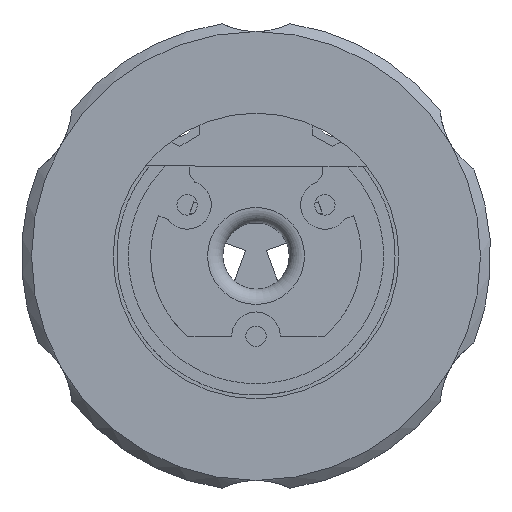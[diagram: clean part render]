
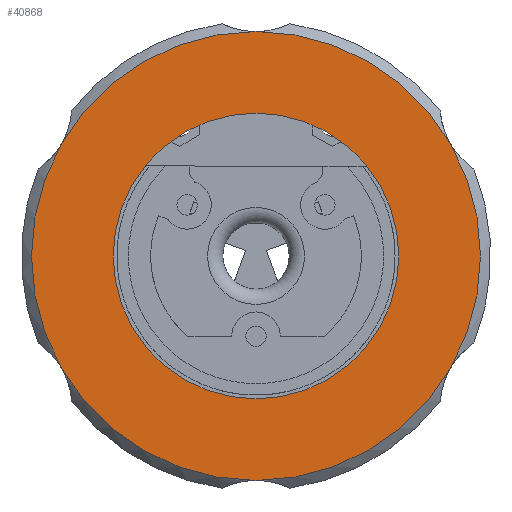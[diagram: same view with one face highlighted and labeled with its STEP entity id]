
A CAD part, front view. The second image highlights one B-rep face of the part: STEP entity #40868.
In plain terms, the highlighted planar face has unit normal (0, -1, 0).
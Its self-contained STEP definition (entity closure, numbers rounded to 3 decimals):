
#269=FACE_BOUND('',#5295,.T.);
#2758=FACE_OUTER_BOUND('',#5294,.T.);
#5294=EDGE_LOOP('',(#35954,#35955,#35956,#35957,#35958,#35959));
#5295=EDGE_LOOP('',(#35960));
#5464=CIRCLE('',#43542,44.007);
#5468=CIRCLE('',#43550,44.007);
#5472=CIRCLE('',#43558,44.007);
#5476=CIRCLE('',#43566,44.007);
#5480=CIRCLE('',#43574,44.007);
#5483=CIRCLE('',#43581,44.007);
#5484=CIRCLE('',#43583,28.);
#19200=VERTEX_POINT('',#66919);
#19207=VERTEX_POINT('',#66962);
#19213=VERTEX_POINT('',#67010);
#19219=VERTEX_POINT('',#67058);
#19225=VERTEX_POINT('',#67106);
#19231=VERTEX_POINT('',#67154);
#19234=VERTEX_POINT('',#67465);
#24767=EDGE_CURVE('',#19207,#19200,#5464,.T.);
#24777=EDGE_CURVE('',#19213,#19207,#5468,.T.);
#24787=EDGE_CURVE('',#19219,#19213,#5472,.T.);
#24797=EDGE_CURVE('',#19225,#19219,#5476,.T.);
#24807=EDGE_CURVE('',#19231,#19225,#5480,.T.);
#24814=EDGE_CURVE('',#19200,#19231,#5483,.T.);
#24815=EDGE_CURVE('',#19234,#19234,#5484,.T.);
#35954=ORIENTED_EDGE('',*,*,#24807,.F.);
#35955=ORIENTED_EDGE('',*,*,#24814,.F.);
#35956=ORIENTED_EDGE('',*,*,#24767,.F.);
#35957=ORIENTED_EDGE('',*,*,#24777,.F.);
#35958=ORIENTED_EDGE('',*,*,#24787,.F.);
#35959=ORIENTED_EDGE('',*,*,#24797,.F.);
#35960=ORIENTED_EDGE('',*,*,#24815,.T.);
#38379=PLANE('',#43582);
#40868=ADVANCED_FACE('',(#2758,#269),#38379,.T.);
#43542=AXIS2_PLACEMENT_3D('',#66971,#54167,#54168);
#43550=AXIS2_PLACEMENT_3D('',#67019,#54185,#54186);
#43558=AXIS2_PLACEMENT_3D('',#67067,#54203,#54204);
#43566=AXIS2_PLACEMENT_3D('',#67115,#54221,#54222);
#43574=AXIS2_PLACEMENT_3D('',#67163,#54239,#54240);
#43581=AXIS2_PLACEMENT_3D('',#67463,#54253,#54254);
#43582=AXIS2_PLACEMENT_3D('',#67464,#54255,#54256);
#43583=AXIS2_PLACEMENT_3D('',#67466,#54257,#54258);
#54167=DIRECTION('center_axis',(0.,1.,0.));
#54168=DIRECTION('ref_axis',(1.,0.,0.));
#54185=DIRECTION('center_axis',(0.,1.,0.));
#54186=DIRECTION('ref_axis',(1.,0.,0.));
#54203=DIRECTION('center_axis',(0.,1.,0.));
#54204=DIRECTION('ref_axis',(1.,0.,0.));
#54221=DIRECTION('center_axis',(0.,1.,0.));
#54222=DIRECTION('ref_axis',(1.,0.,0.));
#54239=DIRECTION('center_axis',(0.,1.,0.));
#54240=DIRECTION('ref_axis',(1.,0.,0.));
#54253=DIRECTION('center_axis',(0.,1.,0.));
#54254=DIRECTION('ref_axis',(1.,0.,0.));
#54255=DIRECTION('center_axis',(0.,-1.,0.));
#54256=DIRECTION('ref_axis',(1.,0.,0.));
#54257=DIRECTION('center_axis',(0.,1.,0.));
#54258=DIRECTION('ref_axis',(1.,0.,0.));
#66919=CARTESIAN_POINT('',(-148.11,22.,397.004));
#66962=CARTESIAN_POINT('',(-148.11,22.,352.997));
#66971=CARTESIAN_POINT('Origin',(-109.999,22.,375.001));
#67010=CARTESIAN_POINT('',(-109.999,22.,330.994));
#67019=CARTESIAN_POINT('Origin',(-109.999,22.,375.001));
#67058=CARTESIAN_POINT('',(-71.888,22.,352.997));
#67067=CARTESIAN_POINT('Origin',(-109.999,22.,375.001));
#67106=CARTESIAN_POINT('',(-71.888,22.,397.004));
#67115=CARTESIAN_POINT('Origin',(-109.999,22.,375.001));
#67154=CARTESIAN_POINT('',(-109.999,22.,419.008));
#67163=CARTESIAN_POINT('Origin',(-109.999,22.,375.001));
#67463=CARTESIAN_POINT('Origin',(-109.999,22.,375.001));
#67464=CARTESIAN_POINT('Origin',(-109.999,22.,375.001));
#67465=CARTESIAN_POINT('',(-137.999,22.,375.001));
#67466=CARTESIAN_POINT('Origin',(-109.999,22.,375.001));
